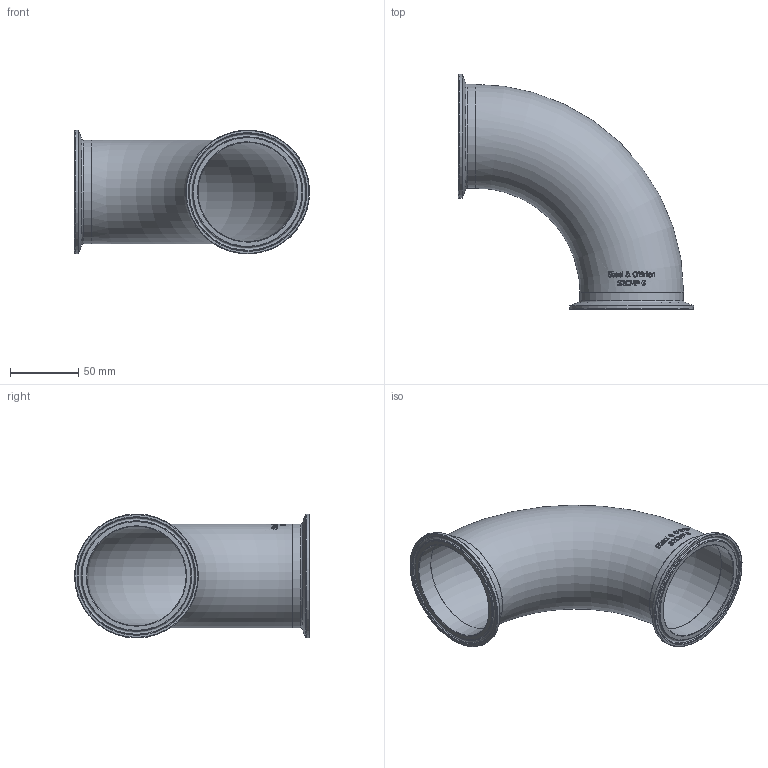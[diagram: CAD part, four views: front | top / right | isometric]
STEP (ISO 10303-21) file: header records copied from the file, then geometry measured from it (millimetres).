
FILE_DESCRIPTION(/* description */ (''),/* implementation_level */ '2;1');
FILE_NAME(/* name */ 'S2CMP-3.stp',/* time_stamp */ '2018-11-27T13:12:16-05:00',/* author */ ('ken'),/* organization */ (''),/* preprocessor_version */ 'ST-DEVELOPER v15.2',/* originating_system */ 'Autodesk Inventor 2014',/* authorisation */ '');
FILE_SCHEMA (('AUTOMOTIVE_DESIGN { 1 0 10303 214 3 1 1 }'));
Length unit declared in the file: inch
Products named in the file (1): S2CMP-3
Bounding box: 172.38 x 172.45 x 90.91 mm (x, y, z)
Volume: 93443.3 mm3; surface area: 104474.8 mm2
Topology: 1 solids, 1 shells, 386 faces, 1020 edges, 672 vertices
Faces by surface type: bspline 189, plane 135, torus 50, cylinder 6, cone 6
Full cylindrical faces by diameter (mm): 72.898 x2, 76.2 x2, 90.907 x2
Entity records: 15327 total; most frequent: CARTESIAN_POINT 7581, ORIENTED_EDGE 1976, EDGE_CURVE 988, DIRECTION 792, VERTEX_POINT 672, B_SPLINE_CURVE_WITH_KNOTS 632, EDGE_LOOP 456, ADVANCED_FACE 386
